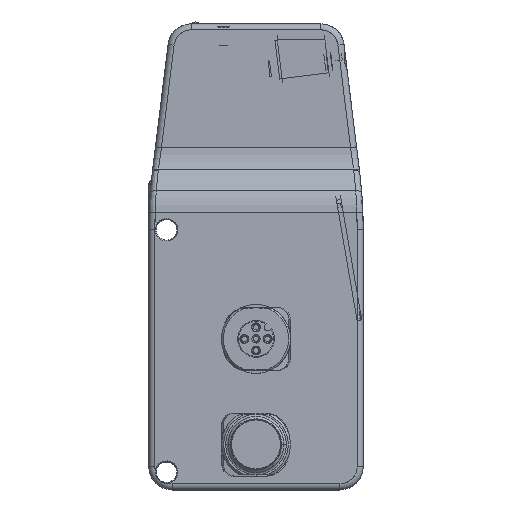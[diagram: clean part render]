
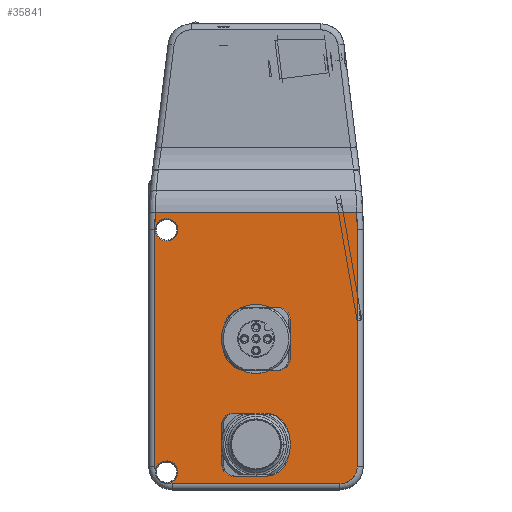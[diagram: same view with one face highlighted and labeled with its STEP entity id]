
A CAD part, top view. The second image highlights one B-rep face of the part: STEP entity #35841.
In plain terms, the highlighted planar face has unit normal (0, 0, 1).
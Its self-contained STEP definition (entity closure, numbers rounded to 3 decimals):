
#35639=DIRECTION('',(-1.,0.,0.));
#35640=VECTOR('',#35639,36.);
#35641=CARTESIAN_POINT('',(18.,1.3,9.));
#35642=LINE('',#35641,#35640);
#35646=CARTESIAN_POINT('',(-18.,1.3,9.));
#35647=CARTESIAN_POINT('',(-18.104,1.3,9.));
#35648=CARTESIAN_POINT('',(-18.31,1.309,9.));
#35649=CARTESIAN_POINT('',(-18.618,1.348,9.));
#35650=CARTESIAN_POINT('',(-18.82,1.391,9.));
#35651=CARTESIAN_POINT('',(-18.92,1.416,9.));
#35656=CARTESIAN_POINT('',(-18.92,1.416,9.));
#35657=CARTESIAN_POINT('',(-18.723,1.44,9.));
#35658=CARTESIAN_POINT('',(-18.348,1.531,9.));
#35659=CARTESIAN_POINT('',(-17.827,1.803,9.));
#35660=CARTESIAN_POINT('',(-17.389,2.189,9.));
#35661=CARTESIAN_POINT('',(-17.057,2.669,9.));
#35662=CARTESIAN_POINT('',(-16.847,3.218,9.));
#35663=CARTESIAN_POINT('',(-16.801,3.601,9.));
#35664=CARTESIAN_POINT('',(-16.8,3.8,9.));
#35669=CARTESIAN_POINT('',(-16.8,3.8,9.));
#35670=CARTESIAN_POINT('',(-16.802,4.029,9.));
#35671=CARTESIAN_POINT('',(-16.862,4.466,9.));
#35672=CARTESIAN_POINT('',(-17.134,5.081,9.));
#35673=CARTESIAN_POINT('',(-17.559,5.592,9.));
#35674=CARTESIAN_POINT('',(-18.104,5.969,9.));
#35675=CARTESIAN_POINT('',(-18.73,6.184,9.));
#35676=CARTESIAN_POINT('',(-19.389,6.223,9.));
#35677=CARTESIAN_POINT('',(-20.036,6.082,9.));
#35678=CARTESIAN_POINT('',(-20.621,5.771,9.));
#35679=CARTESIAN_POINT('',(-21.103,5.313,9.));
#35680=CARTESIAN_POINT('',(-21.445,4.733,9.));
#35681=CARTESIAN_POINT('',(-21.555,4.307,9.));
#35682=CARTESIAN_POINT('',(-21.584,4.08,9.));
#35687=CARTESIAN_POINT('',(-21.584,4.08,9.));
#35688=CARTESIAN_POINT('',(-21.609,4.18,9.));
#35689=CARTESIAN_POINT('',(-21.652,4.382,9.));
#35690=CARTESIAN_POINT('',(-21.691,4.69,9.));
#35691=CARTESIAN_POINT('',(-21.7,4.896,9.));
#35692=CARTESIAN_POINT('',(-21.7,5.,9.));
#35697=DIRECTION('',(0.,1.,0.));
#35698=VECTOR('',#35697,50.884);
#35699=CARTESIAN_POINT('',(-21.7,5.,9.));
#35700=LINE('',#35699,#35698);
#35704=CARTESIAN_POINT('',(-21.7,55.884,9.));
#35705=CARTESIAN_POINT('',(-21.7,56.291,9.));
#35706=CARTESIAN_POINT('',(-21.695,57.105,9.));
#35707=CARTESIAN_POINT('',(-21.672,58.326,9.));
#35708=CARTESIAN_POINT('',(-21.647,59.139,9.));
#35709=CARTESIAN_POINT('',(-21.632,59.546,9.));
#35714=DIRECTION('',(1.,0.,0.));
#35715=VECTOR('',#35714,43.264);
#35716=CARTESIAN_POINT('',(-21.632,59.546,9.));
#35717=LINE('',#35716,#35715);
#35721=CARTESIAN_POINT('',(21.632,59.546,9.));
#35722=CARTESIAN_POINT('',(21.647,59.139,9.));
#35723=CARTESIAN_POINT('',(21.672,58.326,9.));
#35724=CARTESIAN_POINT('',(21.695,57.105,9.));
#35725=CARTESIAN_POINT('',(21.7,56.291,9.));
#35726=CARTESIAN_POINT('',(21.7,55.884,9.));
#35731=DIRECTION('',(0.,-1.,0.));
#35732=VECTOR('',#35731,50.884);
#35733=CARTESIAN_POINT('',(21.7,55.884,9.));
#35734=LINE('',#35733,#35732);
#35738=CARTESIAN_POINT('',(21.7,5.,9.));
#35739=CARTESIAN_POINT('',(21.699,4.717,9.));
#35740=CARTESIAN_POINT('',(21.637,4.169,9.));
#35741=CARTESIAN_POINT('',(21.36,3.378,9.));
#35742=CARTESIAN_POINT('',(20.916,2.673,9.));
#35743=CARTESIAN_POINT('',(20.327,2.084,9.));
#35744=CARTESIAN_POINT('',(19.622,1.64,9.));
#35745=CARTESIAN_POINT('',(18.831,1.363,9.));
#35746=CARTESIAN_POINT('',(18.283,1.301,9.));
#35747=CARTESIAN_POINT('',(18.,1.3,9.));
#35752=CARTESIAN_POINT('',(-21.6,55.8,9.));
#35753=CARTESIAN_POINT('',(-21.599,55.585,9.));
#35754=CARTESIAN_POINT('',(-21.545,55.171,9.));
#35755=CARTESIAN_POINT('',(-21.301,54.583,9.));
#35756=CARTESIAN_POINT('',(-20.916,54.084,9.));
#35757=CARTESIAN_POINT('',(-20.421,53.702,9.));
#35758=CARTESIAN_POINT('',(-19.836,53.457,9.));
#35759=CARTESIAN_POINT('',(-19.21,53.373,9.));
#35760=CARTESIAN_POINT('',(-18.583,53.452,9.));
#35761=CARTESIAN_POINT('',(-17.996,53.692,9.));
#35762=CARTESIAN_POINT('',(-17.495,54.073,9.));
#35763=CARTESIAN_POINT('',(-17.103,54.576,9.));
#35764=CARTESIAN_POINT('',(-16.855,55.169,9.));
#35765=CARTESIAN_POINT('',(-16.801,55.584,9.));
#35766=CARTESIAN_POINT('',(-16.8,55.8,9.));
#35771=CARTESIAN_POINT('',(-16.8,55.8,9.));
#35772=CARTESIAN_POINT('',(-16.801,56.015,9.));
#35773=CARTESIAN_POINT('',(-16.855,56.429,9.));
#35774=CARTESIAN_POINT('',(-17.099,57.017,9.));
#35775=CARTESIAN_POINT('',(-17.484,57.516,9.));
#35776=CARTESIAN_POINT('',(-17.979,57.898,9.));
#35777=CARTESIAN_POINT('',(-18.564,58.143,9.));
#35778=CARTESIAN_POINT('',(-19.19,58.227,9.));
#35779=CARTESIAN_POINT('',(-19.817,58.148,9.));
#35780=CARTESIAN_POINT('',(-20.404,57.908,9.));
#35781=CARTESIAN_POINT('',(-20.905,57.527,9.));
#35782=CARTESIAN_POINT('',(-21.297,57.024,9.));
#35783=CARTESIAN_POINT('',(-21.545,56.431,9.));
#35784=CARTESIAN_POINT('',(-21.599,56.016,9.));
#35785=CARTESIAN_POINT('',(-21.6,55.8,9.));
#35790=VERTEX_POINT('',#35646);
#35791=VERTEX_POINT('',#35651);
#35792=VERTEX_POINT('',#35664);
#35793=VERTEX_POINT('',#35682);
#35794=VERTEX_POINT('',#35692);
#35795=CARTESIAN_POINT('',(-21.7,55.884,9.));
#35796=VERTEX_POINT('',#35795);
#35797=VERTEX_POINT('',#35709);
#35798=CARTESIAN_POINT('',(21.632,59.546,9.));
#35799=VERTEX_POINT('',#35798);
#35800=VERTEX_POINT('',#35726);
#35801=CARTESIAN_POINT('',(21.7,5.,9.));
#35802=VERTEX_POINT('',#35801);
#35803=VERTEX_POINT('',#35747);
#35804=VERTEX_POINT('',#35752);
#35805=VERTEX_POINT('',#35766);
#35806=CARTESIAN_POINT('',(0.,30.423,9.));
#35807=DIRECTION('',(0.,0.,1.));
#35808=DIRECTION('',(-1.,0.,0.));
#35809=AXIS2_PLACEMENT_3D('',#35806,#35807,#35808);
#35810=PLANE('',#35809);
#35812=ORIENTED_EDGE('',*,*,#35811,.T.);
#35814=ORIENTED_EDGE('',*,*,#35813,.T.);
#35816=ORIENTED_EDGE('',*,*,#35815,.T.);
#35818=ORIENTED_EDGE('',*,*,#35817,.T.);
#35820=ORIENTED_EDGE('',*,*,#35819,.T.);
#35822=ORIENTED_EDGE('',*,*,#35821,.T.);
#35824=ORIENTED_EDGE('',*,*,#35823,.T.);
#35826=ORIENTED_EDGE('',*,*,#35825,.T.);
#35828=ORIENTED_EDGE('',*,*,#35827,.T.);
#35830=ORIENTED_EDGE('',*,*,#35829,.T.);
#35832=ORIENTED_EDGE('',*,*,#35831,.T.);
#35833=EDGE_LOOP('',(#35812,#35814,#35816,#35818,#35820,#35822,#35824,#35826,
#35828,#35830,#35832));
#35834=FACE_OUTER_BOUND('',#35833,.F.);
#35836=ORIENTED_EDGE('',*,*,#35835,.T.);
#35838=ORIENTED_EDGE('',*,*,#35837,.T.);
#35839=EDGE_LOOP('',(#35836,#35838));
#35840=FACE_BOUND('',#35839,.F.);
#35841=ADVANCED_FACE('',(#35834,#35840),#35810,.T.);
#35652=B_SPLINE_CURVE_WITH_KNOTS('',3,(#35646,#35647,#35648,#35649,#35650,
#35651),.UNSPECIFIED.,.F.,.F.,(4,1,1,4),(0.,0.333,
0.667,1.),.UNSPECIFIED.);
#35665=B_SPLINE_CURVE_WITH_KNOTS('',3,(#35656,#35657,#35658,#35659,#35660,
#35661,#35662,#35663,#35664),.UNSPECIFIED.,.F.,.F.,(4,1,1,1,1,1,4),(0.,
0.167,0.333,0.5,0.667,0.833,
1.),.UNSPECIFIED.);
#35683=B_SPLINE_CURVE_WITH_KNOTS('',3,(#35669,#35670,#35671,#35672,#35673,
#35674,#35675,#35676,#35677,#35678,#35679,#35680,#35681,#35682),.UNSPECIFIED.,
.F.,.F.,(4,1,1,1,1,1,1,1,1,1,1,4),(0.,0.091,0.182,
0.273,0.364,0.455,0.545,
0.636,0.727,0.818,0.909,1.),
.UNSPECIFIED.);
#35693=B_SPLINE_CURVE_WITH_KNOTS('',3,(#35687,#35688,#35689,#35690,#35691,
#35692),.UNSPECIFIED.,.F.,.F.,(4,1,1,4),(0.,0.333,
0.667,1.),.UNSPECIFIED.);
#35710=B_SPLINE_CURVE_WITH_KNOTS('',3,(#35704,#35705,#35706,#35707,#35708,
#35709),.UNSPECIFIED.,.F.,.F.,(4,1,1,4),(0.,0.333,
0.667,1.),.UNSPECIFIED.);
#35727=B_SPLINE_CURVE_WITH_KNOTS('',3,(#35721,#35722,#35723,#35724,#35725,
#35726),.UNSPECIFIED.,.F.,.F.,(4,1,1,4),(0.,0.333,
0.667,1.),.UNSPECIFIED.);
#35748=B_SPLINE_CURVE_WITH_KNOTS('',3,(#35738,#35739,#35740,#35741,#35742,
#35743,#35744,#35745,#35746,#35747),.UNSPECIFIED.,.F.,.F.,(4,1,1,1,1,1,1,4),(
0.,0.143,0.286,0.429,0.571,
0.714,0.857,1.),.UNSPECIFIED.);
#35767=B_SPLINE_CURVE_WITH_KNOTS('',3,(#35752,#35753,#35754,#35755,#35756,
#35757,#35758,#35759,#35760,#35761,#35762,#35763,#35764,#35765,#35766),
.UNSPECIFIED.,.F.,.F.,(4,1,1,1,1,1,1,1,1,1,1,1,4),(0.,0.083,
0.167,0.25,0.333,0.417,0.5,
0.583,0.667,0.75,0.833,0.917,
1.),.UNSPECIFIED.);
#35786=B_SPLINE_CURVE_WITH_KNOTS('',3,(#35771,#35772,#35773,#35774,#35775,
#35776,#35777,#35778,#35779,#35780,#35781,#35782,#35783,#35784,#35785),
.UNSPECIFIED.,.F.,.F.,(4,1,1,1,1,1,1,1,1,1,1,1,4),(0.,0.083,
0.167,0.25,0.333,0.417,0.5,
0.583,0.667,0.75,0.833,0.917,
1.),.UNSPECIFIED.);
#35811=EDGE_CURVE('',#35803,#35790,#35642,.T.);
#35813=EDGE_CURVE('',#35790,#35791,#35652,.T.);
#35815=EDGE_CURVE('',#35791,#35792,#35665,.T.);
#35817=EDGE_CURVE('',#35792,#35793,#35683,.T.);
#35819=EDGE_CURVE('',#35793,#35794,#35693,.T.);
#35821=EDGE_CURVE('',#35794,#35796,#35700,.T.);
#35823=EDGE_CURVE('',#35796,#35797,#35710,.T.);
#35825=EDGE_CURVE('',#35797,#35799,#35717,.T.);
#35827=EDGE_CURVE('',#35799,#35800,#35727,.T.);
#35829=EDGE_CURVE('',#35800,#35802,#35734,.T.);
#35831=EDGE_CURVE('',#35802,#35803,#35748,.T.);
#35835=EDGE_CURVE('',#35804,#35805,#35767,.T.);
#35837=EDGE_CURVE('',#35805,#35804,#35786,.T.);
